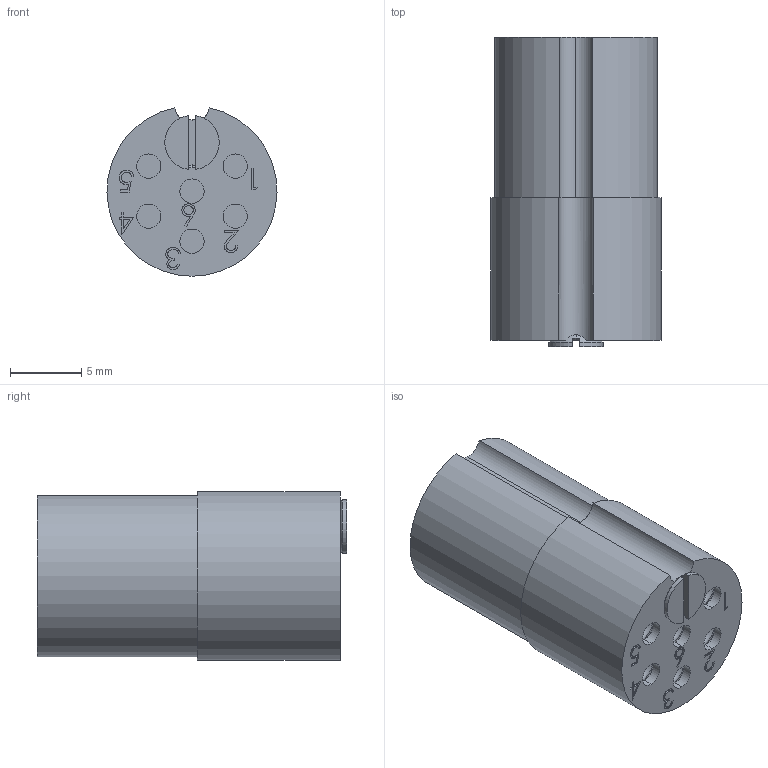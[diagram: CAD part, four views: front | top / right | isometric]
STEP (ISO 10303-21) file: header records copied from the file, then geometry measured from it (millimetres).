
FILE_DESCRIPTION (( 'STEP AP214' ), '1' );
FILE_NAME ('220-CON6.STEP', '2022-10-17T08:03:58', ( '' ), ( '' ), 'SwSTEP 2.0', 'SolidWorks 2017', '' );
FILE_SCHEMA (( 'AUTOMOTIVE_DESIGN' ));
Length unit declared in the file: millimetre
Products named in the file (5): 9220-CON6-1; 9360-CRBC-1.3; 220-CON6; Senkschraube ISO 2009_ISO 2009 - M2 x 16 --- 16N; 9220-CON6-2
Assembly tree (9 placements, depth 2):
  220-CON6
    9220-CON6-1
    9220-CON6-2
    9360-CRBC-1.3  x6
    Senkschraube ISO 2009_ISO 2009 - M2 x 16 --- 16N
Bounding box: 11.9 x 21.64 x 11.78 mm (x, y, z)
Volume: 1818.7 mm3; surface area: 3955.9 mm2
Topology: 9 solids, 9 shells, 492 faces, 1266 edges, 808 vertices
Faces by surface type: plane 203, cylinder 149, bspline 74, cone 52, torus 14
Entity records: 13545 total; most frequent: CARTESIAN_POINT 6210, ORIENTED_EDGE 1568, DIRECTION 1295, EDGE_CURVE 784, VERTEX_POINT 503, LINE 439, VECTOR 439, AXIS2_PLACEMENT_3D 428
